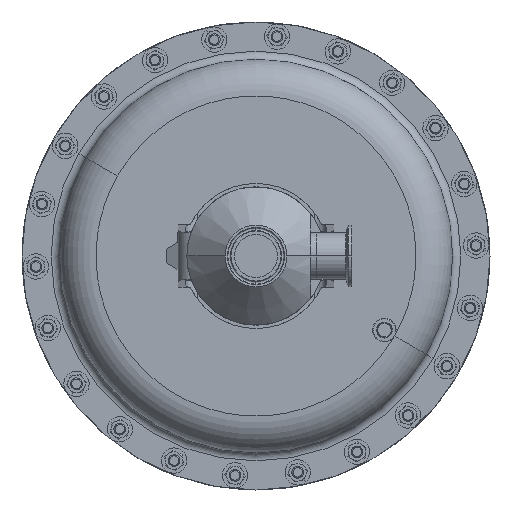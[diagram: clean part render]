
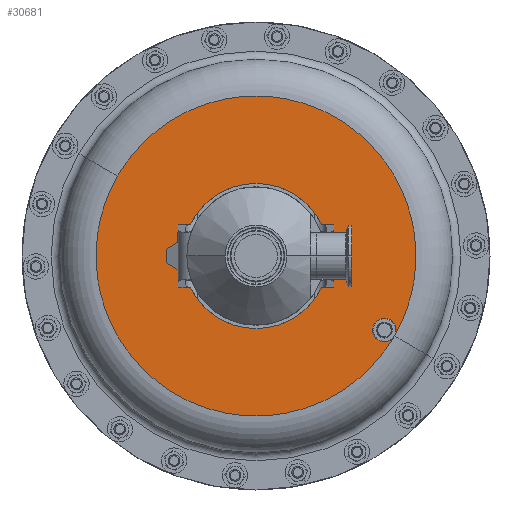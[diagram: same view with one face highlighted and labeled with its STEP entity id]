
A CAD part, front view. The second image highlights one B-rep face of the part: STEP entity #30681.
In plain terms, the highlighted planar face has unit normal (0, -1, 0).
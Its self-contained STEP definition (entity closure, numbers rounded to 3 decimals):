
#156 = EDGE_CURVE ( 'NONE', #20190, #18218, #38298, .T. ) ;
#485 = CIRCLE ( 'NONE', #20387, 0.375 ) ;
#870 = DIRECTION ( 'NONE',  ( 0., 1., 0. ) ) ;
#1952 = EDGE_CURVE ( 'NONE', #32967, #30152, #36790, .T. ) ;
#2212 = EDGE_LOOP ( 'NONE', ( #36139, #29731, #36345, #36920, #27395 ) ) ;
#3966 = DIRECTION ( 'NONE',  ( 0., 0., -1. ) ) ;
#4537 = CARTESIAN_POINT ( 'NONE',  ( 4.438, 9.66, -2.563 ) ) ;
#4879 = CARTESIAN_POINT ( 'NONE',  ( 0., 9.66, 0. ) ) ;
#5820 = ORIENTED_EDGE ( 'NONE', *, *, #156, .F. ) ;
#7561 = DIRECTION ( 'NONE',  ( 0., 0., -1. ) ) ;
#8305 = AXIS2_PLACEMENT_3D ( 'NONE', #34416, #25198, #3966 ) ;
#9125 = EDGE_CURVE ( 'NONE', #23971, #32967, #10587, .T. ) ;
#10587 = CIRCLE ( 'NONE', #23209, 0.375 ) ;
#10624 = DIRECTION ( 'NONE',  ( 0., 1., 0. ) ) ;
#11218 = CARTESIAN_POINT ( 'NONE',  ( 4.114, 9.66, -2.375 ) ) ;
#12544 = ORIENTED_EDGE ( 'NONE', *, *, #26267, .F. ) ;
#12822 = AXIS2_PLACEMENT_3D ( 'NONE', #16074, #870, #34382 ) ;
#13738 = DIRECTION ( 'NONE',  ( 0.055, 0., -0.998 ) ) ;
#15290 = CARTESIAN_POINT ( 'NONE',  ( 4.114, 9.66, -2.375 ) ) ;
#15654 = CARTESIAN_POINT ( 'NONE',  ( 4.134, 9.66, -2.749 ) ) ;
#16074 = CARTESIAN_POINT ( 'NONE',  ( 4.114, 9.66, -2.375 ) ) ;
#16776 = DIRECTION ( 'NONE',  ( 0., -1., 0. ) ) ;
#16807 = FACE_BOUND ( 'NONE', #19509, .T. ) ;
#17145 = CARTESIAN_POINT ( 'NONE',  ( 0., 9.66, 0. ) ) ;
#18218 = VERTEX_POINT ( 'NONE', #34753 ) ;
#18240 = DIRECTION ( 'NONE',  ( 0., 1., 0. ) ) ;
#18372 = DIRECTION ( 'NONE',  ( 0.866, 0., -0.5 ) ) ;
#18506 = CIRCLE ( 'NONE', #18627, 2.325 ) ;
#18627 = AXIS2_PLACEMENT_3D ( 'NONE', #17145, #16776, #7561 ) ;
#19014 = CIRCLE ( 'NONE', #24028, 5.125 ) ;
#19193 = VERTEX_POINT ( 'NONE', #21751 ) ;
#19509 = EDGE_LOOP ( 'NONE', ( #12544, #5820 ) ) ;
#19927 = DIRECTION ( 'NONE',  ( -0.866, 0., 0.5 ) ) ;
#20190 = VERTEX_POINT ( 'NONE', #22266 ) ;
#20387 = AXIS2_PLACEMENT_3D ( 'NONE', #15290, #34011, #33872 ) ;
#21751 = CARTESIAN_POINT ( 'NONE',  ( -4.438, 9.66, 2.563 ) ) ;
#22145 = CIRCLE ( 'NONE', #25026, 5.125 ) ;
#22266 = CARTESIAN_POINT ( 'NONE',  ( 0., 9.66, 2.325 ) ) ;
#23209 = AXIS2_PLACEMENT_3D ( 'NONE', #11218, #38325, #13738 ) ;
#23971 = VERTEX_POINT ( 'NONE', #15654 ) ;
#24028 = AXIS2_PLACEMENT_3D ( 'NONE', #4879, #10624, #26234 ) ;
#24882 = EDGE_CURVE ( 'NONE', #30152, #23971, #485, .T. ) ;
#25026 = AXIS2_PLACEMENT_3D ( 'NONE', #39502, #18240, #18372 ) ;
#25198 = DIRECTION ( 'NONE',  ( 0., -1., 0. ) ) ;
#26011 = EDGE_CURVE ( 'NONE', #19193, #30152, #19014, .T. ) ;
#26234 = DIRECTION ( 'NONE',  ( 0.866, 0., -0.5 ) ) ;
#26267 = EDGE_CURVE ( 'NONE', #18218, #20190, #18506, .T. ) ;
#27395 = ORIENTED_EDGE ( 'NONE', *, *, #26011, .F. ) ;
#29731 = ORIENTED_EDGE ( 'NONE', *, *, #24882, .T. ) ;
#30152 = VERTEX_POINT ( 'NONE', #4537 ) ;
#30681 = ADVANCED_FACE ( 'NONE', ( #16807, #37836 ), #37987, .T. ) ;
#31855 = CARTESIAN_POINT ( 'NONE',  ( -2.563, 9.66, -4.438 ) ) ;
#32121 = DIRECTION ( 'NONE',  ( 0., -1., 0. ) ) ;
#32967 = VERTEX_POINT ( 'NONE', #33457 ) ;
#33329 = AXIS2_PLACEMENT_3D ( 'NONE', #31855, #32121, #19927 ) ;
#33457 = CARTESIAN_POINT ( 'NONE',  ( 4.093, 9.66, -2.001 ) ) ;
#33872 = DIRECTION ( 'NONE',  ( 0.055, 0., -0.998 ) ) ;
#34011 = DIRECTION ( 'NONE',  ( 0., 1., 0. ) ) ;
#34382 = DIRECTION ( 'NONE',  ( 0.055, 0., -0.998 ) ) ;
#34416 = CARTESIAN_POINT ( 'NONE',  ( 0., 9.66, 0. ) ) ;
#34753 = CARTESIAN_POINT ( 'NONE',  ( 0., 9.66, -2.325 ) ) ;
#36139 = ORIENTED_EDGE ( 'NONE', *, *, #36470, .F. ) ;
#36345 = ORIENTED_EDGE ( 'NONE', *, *, #9125, .T. ) ;
#36470 = EDGE_CURVE ( 'NONE', #30152, #19193, #22145, .T. ) ;
#36790 = CIRCLE ( 'NONE', #12822, 0.375 ) ;
#36920 = ORIENTED_EDGE ( 'NONE', *, *, #1952, .T. ) ;
#37836 = FACE_OUTER_BOUND ( 'NONE', #2212, .T. ) ;
#37987 = PLANE ( 'NONE',  #33329 ) ;
#38298 = CIRCLE ( 'NONE', #8305, 2.325 ) ;
#38325 = DIRECTION ( 'NONE',  ( 0., 1., 0. ) ) ;
#39502 = CARTESIAN_POINT ( 'NONE',  ( 0., 9.66, 0. ) ) ;
